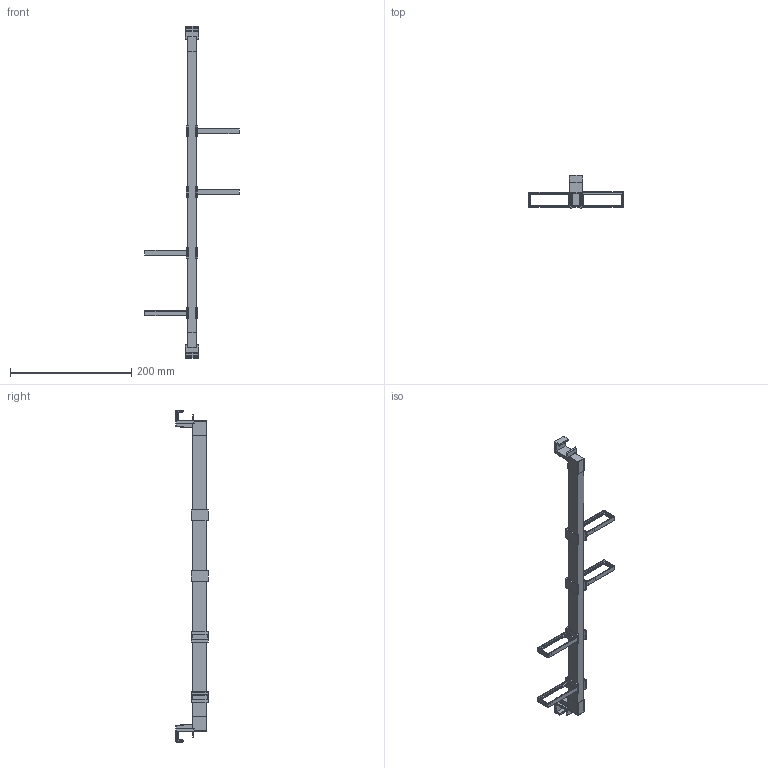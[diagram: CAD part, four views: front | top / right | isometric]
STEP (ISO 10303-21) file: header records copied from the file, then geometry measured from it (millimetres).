
FILE_DESCRIPTION (( 'STEP AP214' ), '1' );
FILE_NAME ('AU00D3_STEP_V10523.STEP', '2023-05-12T13:00:45', ( '' ), ( '' ), 'SwSTEP 2.0', 'SolidWorks 2019', '' );
FILE_SCHEMA (( 'AUTOMOTIVE_DESIGN' ));
Length unit declared in the file: millimetre
Products named in the file (1): AU00D3_STEP_V10523
Bounding box: 155.4 x 53.65 x 547 mm (x, y, z)
Volume: 76711.2 mm3; surface area: 113578.6 mm2
Topology: 7 solids, 7 shells, 656 faces, 1536 edges, 784 vertices
Faces by surface type: cylinder 322, plane 192, sphere 126, torus 16
Entity records: 17390 total; most frequent: CARTESIAN_POINT 3161, DIRECTION 3116, ORIENTED_EDGE 2840, EDGE_CURVE 1420, AXIS2_PLACEMENT_3D 1139, VECTOR 838, LINE 838, VERTEX_POINT 784
